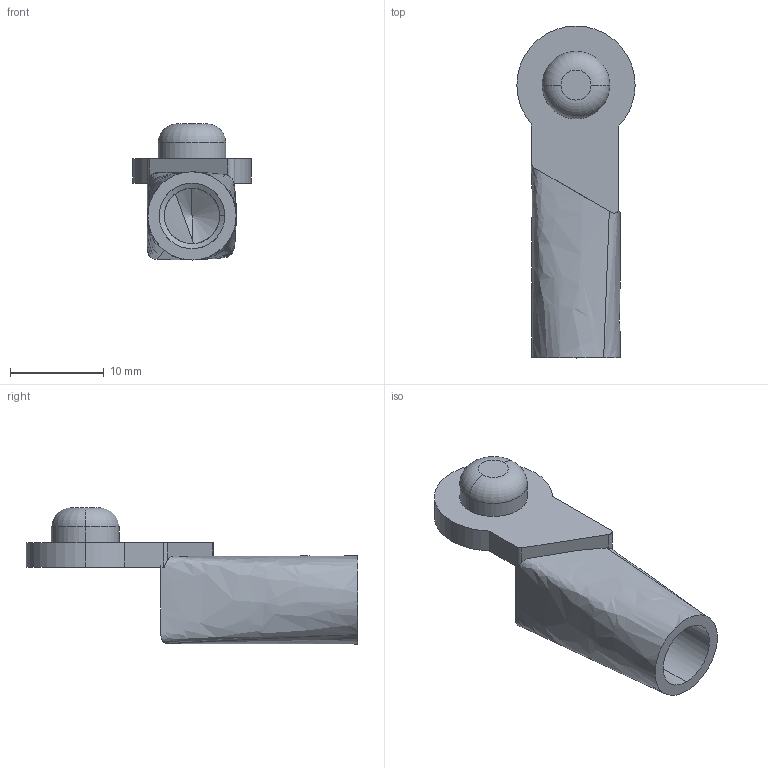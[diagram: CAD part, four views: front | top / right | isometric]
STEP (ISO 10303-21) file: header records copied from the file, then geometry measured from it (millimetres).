
FILE_DESCRIPTION (( 'STEP AP214' ), '1' );
FILE_NAME ('top metal.STEP', '2019-05-03T15:04:33', ( '' ), ( '' ), 'SwSTEP 2.0', 'SolidWorks 2016', '' );
FILE_SCHEMA (( 'AUTOMOTIVE_DESIGN' ));
Length unit declared in the file: millimetre
Products named in the file (1): top metal
Bounding box: 12.6 x 35.35 x 14.5 mm (x, y, z)
Volume: 1397.1 mm3; surface area: 1748.7 mm2
Topology: 1 solids, 1 shells, 47 faces, 132 edges, 88 vertices
Faces by surface type: cylinder 27, plane 11, bspline 5, torus 2, cone 2
Entity records: 3260 total; most frequent: CARTESIAN_POINT 2144, ORIENTED_EDGE 260, DIRECTION 184, EDGE_CURVE 130, VERTEX_POINT 88, AXIS2_PLACEMENT_3D 71, EDGE_LOOP 50, ADVANCED_FACE 47
